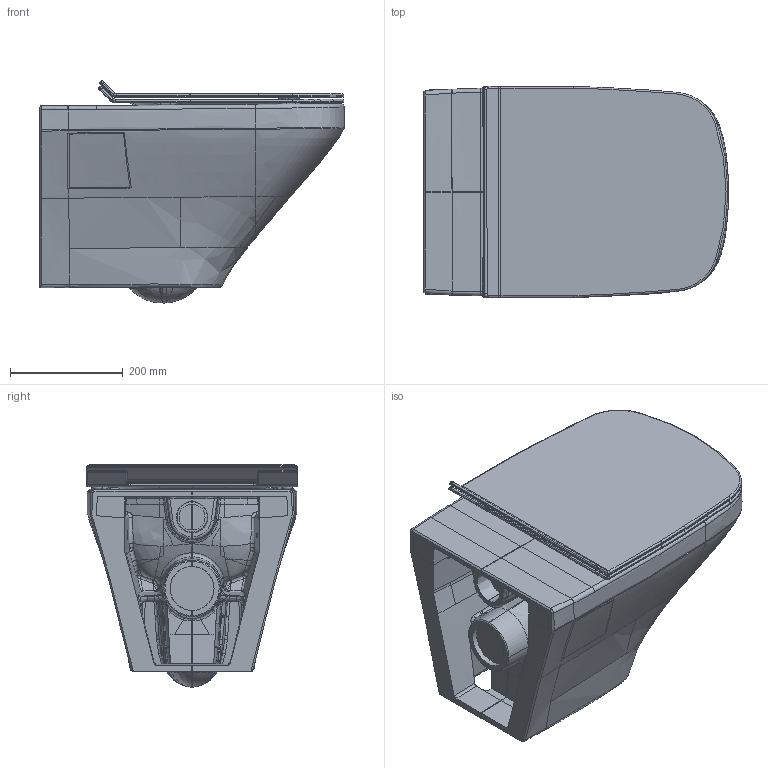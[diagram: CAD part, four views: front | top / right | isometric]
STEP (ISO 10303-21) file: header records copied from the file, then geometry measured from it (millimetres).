
FILE_DESCRIPTION((''),'2;1');
FILE_NAME('255109.stp','2014-10-25T13:26:32',('Administrator'),(''),'Autodesk Inventor 2011','Autodesk Inventor 2011','');
FILE_SCHEMA(('CONFIG_CONTROL_DESIGN'));
Length unit declared in the file: millimetre
Products named in the file (6): 255109; DuraStyle WC-Sitz mittel; Deckel mittel; Sitz mittel; Gummipuffer
Assembly tree (10 placements, depth 3):
  255109
    255109
    DuraStyle WC-Sitz mittel
      Deckel mittel
      Sitz mittel
      Gummipuffer  x6
Bounding box: 540.4 x 374.56 x 393.77 mm (x, y, z)
Volume: 19723798.6 mm3; surface area: 1769829.9 mm2
Topology: 9 solids, 11 shells, 1381 faces, 3374 edges, 1991 vertices
Faces by surface type: bspline 1104, cylinder 102, plane 93, torus 54, sphere 22, cone 6
Full cylindrical faces by diameter (mm): 17 x2, 78 x1
Entity records: 521626 total; most frequent: CARTESIAN_POINT 495022, ORIENTED_EDGE 6564, EDGE_CURVE 3282, DIRECTION 2979, VERTEX_POINT 1944, B_SPLINE_CURVE_WITH_KNOTS 1803, EDGE_LOOP 1363, FACE_OUTER_BOUND 1351
